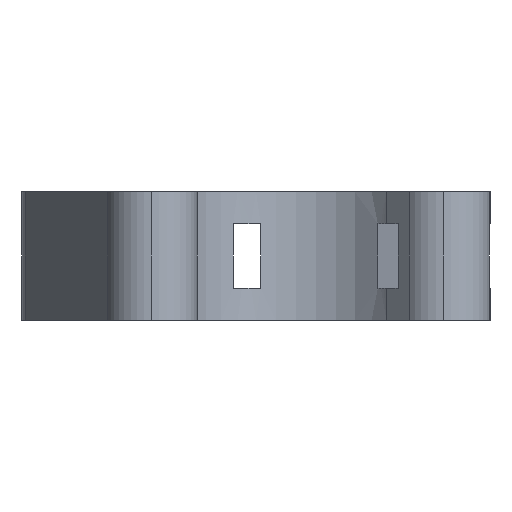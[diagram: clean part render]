
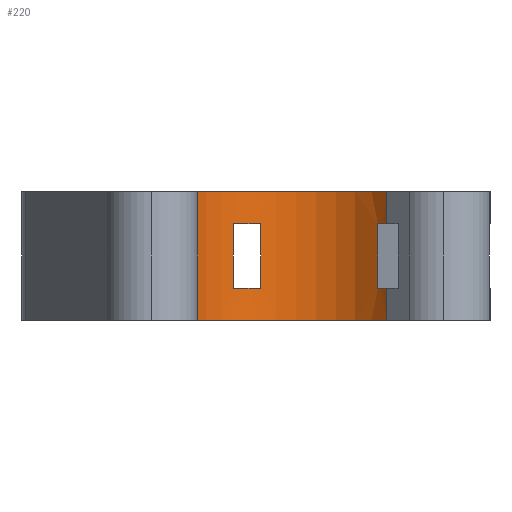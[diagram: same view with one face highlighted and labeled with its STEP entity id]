
A CAD part, left-side view. The second image highlights one B-rep face of the part: STEP entity #220.
In plain terms, the highlighted cylindrical face has radius 13 mm (diameter 26 mm), a partial arc.
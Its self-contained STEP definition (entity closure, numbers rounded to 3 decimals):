
#126 = CIRCLE ( 'NONE', #138, 13. ) ;
#133 = DIRECTION ( 'NONE',  ( 1., 0., 0. ) ) ;
#134 = VERTEX_POINT ( 'NONE', #620 ) ;
#136 = DIRECTION ( 'NONE',  ( 0., 0., -1. ) ) ;
#137 = CARTESIAN_POINT ( 'NONE',  ( 0., 0., 3.5 ) ) ;
#138 = AXIS2_PLACEMENT_3D ( 'NONE', #137, #136, #133 ) ;
#178 = EDGE_CURVE ( 'NONE', #180, #134, #689, .T. ) ;
#180 = VERTEX_POINT ( 'NONE', #678 ) ;
#187 = EDGE_CURVE ( 'NONE', #364, #224, #714, .T. ) ;
#188 = ORIENTED_EDGE ( 'NONE', *, *, #178, .T. ) ;
#189 = ORIENTED_EDGE ( 'NONE', *, *, #187, .F. ) ;
#190 = VERTEX_POINT ( 'NONE', #719 ) ;
#191 = ORIENTED_EDGE ( 'NONE', *, *, #194, .F. ) ;
#192 = ORIENTED_EDGE ( 'NONE', *, *, #226, .T. ) ;
#193 = EDGE_CURVE ( 'NONE', #190, #134, #725, .T. ) ;
#194 = EDGE_CURVE ( 'NONE', #206, #190, #126, .T. ) ;
#198 = EDGE_CURVE ( 'NONE', #199, #213, #754, .T. ) ;
#199 = VERTEX_POINT ( 'NONE', #761 ) ;
#201 = EDGE_LOOP ( 'NONE', ( #207, #208, #189, #210, #192, #188, #218, #191 ) ) ;
#202 = ORIENTED_EDGE ( 'NONE', *, *, #198, .F. ) ;
#203 = EDGE_CURVE ( 'NONE', #221, #199, #755, .T. ) ;
#204 = EDGE_CURVE ( 'NONE', #205, #206, #743, .T. ) ;
#205 = VERTEX_POINT ( 'NONE', #744 ) ;
#206 = VERTEX_POINT ( 'NONE', #756 ) ;
#207 = ORIENTED_EDGE ( 'NONE', *, *, #204, .F. ) ;
#208 = ORIENTED_EDGE ( 'NONE', *, *, #209, .T. ) ;
#209 = EDGE_CURVE ( 'NONE', #205, #224, #736, .T. ) ;
#210 = ORIENTED_EDGE ( 'NONE', *, *, #361, .F. ) ;
#213 = VERTEX_POINT ( 'NONE', #749 ) ;
#214 = ORIENTED_EDGE ( 'NONE', *, *, #1934, .F. ) ;
#216 = ORIENTED_EDGE ( 'NONE', *, *, #203, .F. ) ;
#217 = EDGE_LOOP ( 'NONE', ( #214, #222, #202, #216 ) ) ;
#218 = ORIENTED_EDGE ( 'NONE', *, *, #193, .F. ) ;
#220 = ADVANCED_FACE ( 'NONE', ( #796, #788 ), #789, .F. ) ;
#221 = VERTEX_POINT ( 'NONE', #795 ) ;
#222 = ORIENTED_EDGE ( 'NONE', *, *, #223, .T. ) ;
#223 = EDGE_CURVE ( 'NONE', #1931, #213, #786, .T. ) ;
#224 = VERTEX_POINT ( 'NONE', #787 ) ;
#226 = EDGE_CURVE ( 'NONE', #371, #180, #737, .T. ) ;
#361 = EDGE_CURVE ( 'NONE', #371, #364, #474, .T. ) ;
#364 = VERTEX_POINT ( 'NONE', #730 ) ;
#371 = VERTEX_POINT ( 'NONE', #1010 ) ;
#457 = AXIS2_PLACEMENT_3D ( 'NONE', #469, #468, #479 ) ;
#459 = DIRECTION ( 'NONE',  ( 0., 0., -1. ) ) ;
#468 = DIRECTION ( 'NONE',  ( 0., 0., -1. ) ) ;
#469 = CARTESIAN_POINT ( 'NONE',  ( 0., 0., 14. ) ) ;
#474 = CIRCLE ( 'NONE', #457, 13. ) ;
#479 = DIRECTION ( 'NONE',  ( 1., 0., 0. ) ) ;
#620 = CARTESIAN_POINT ( 'NONE',  ( 8.655, -9.7, 0. ) ) ;
#674 = AXIS2_PLACEMENT_3D ( 'NONE', #685, #732, #731 ) ;
#678 = CARTESIAN_POINT ( 'NONE',  ( -4.073, 12.346, 0. ) ) ;
#685 = CARTESIAN_POINT ( 'NONE',  ( 0., 0., 0. ) ) ;
#689 = CIRCLE ( 'NONE', #674, 13. ) ;
#705 = VECTOR ( 'NONE', #459, 1000. ) ;
#706 = CARTESIAN_POINT ( 'NONE',  ( 10.954, 7., 14. ) ) ;
#708 = LINE ( 'NONE', #706, #705 ) ;
#709 = DIRECTION ( 'NONE',  ( 0., 0., -1. ) ) ;
#710 = VECTOR ( 'NONE', #709, 1000. ) ;
#711 = DIRECTION ( 'NONE',  ( 0., 0., -1. ) ) ;
#712 = VECTOR ( 'NONE', #711, 1000. ) ;
#713 = CARTESIAN_POINT ( 'NONE',  ( 8.655, -9.7, 14. ) ) ;
#714 = LINE ( 'NONE', #713, #712 ) ;
#719 = CARTESIAN_POINT ( 'NONE',  ( 8.655, -9.7, 3.5 ) ) ;
#724 = CARTESIAN_POINT ( 'NONE',  ( 8.655, -9.7, 14. ) ) ;
#725 = LINE ( 'NONE', #724, #710 ) ;
#730 = CARTESIAN_POINT ( 'NONE',  ( 8.655, -9.7, 14. ) ) ;
#731 = DIRECTION ( 'NONE',  ( 1., 0., 0. ) ) ;
#732 = DIRECTION ( 'NONE',  ( 0., 0., -1. ) ) ;
#735 = CARTESIAN_POINT ( 'NONE',  ( 0., 0., 10.5 ) ) ;
#736 = CIRCLE ( 'NONE', #739, 13. ) ;
#737 = LINE ( 'NONE', #773, #772 ) ;
#739 = AXIS2_PLACEMENT_3D ( 'NONE', #735, #745, #797 ) ;
#740 = DIRECTION ( 'NONE',  ( 0., 0., -1. ) ) ;
#741 = VECTOR ( 'NONE', #740, 1000. ) ;
#742 = CARTESIAN_POINT ( 'NONE',  ( 9.585, -8.783, 14. ) ) ;
#743 = LINE ( 'NONE', #742, #741 ) ;
#744 = CARTESIAN_POINT ( 'NONE',  ( 9.585, -8.783, 10.5 ) ) ;
#745 = DIRECTION ( 'NONE',  ( 0., 0., -1. ) ) ;
#746 = DIRECTION ( 'NONE',  ( 1., 0., 0. ) ) ;
#747 = DIRECTION ( 'NONE',  ( 0., 0., -1. ) ) ;
#748 = CARTESIAN_POINT ( 'NONE',  ( 0., 0., 3.5 ) ) ;
#749 = CARTESIAN_POINT ( 'NONE',  ( 12.369, 4., 10.5 ) ) ;
#751 = DIRECTION ( 'NONE',  ( 0., 0., 1. ) ) ;
#752 = VECTOR ( 'NONE', #751, 1000. ) ;
#753 = CARTESIAN_POINT ( 'NONE',  ( 12.369, 4., 14. ) ) ;
#754 = LINE ( 'NONE', #753, #752 ) ;
#755 = CIRCLE ( 'NONE', #765, 13. ) ;
#756 = CARTESIAN_POINT ( 'NONE',  ( 9.585, -8.783, 3.5 ) ) ;
#761 = CARTESIAN_POINT ( 'NONE',  ( 12.369, 4., 3.5 ) ) ;
#765 = AXIS2_PLACEMENT_3D ( 'NONE', #748, #747, #746 ) ;
#771 = DIRECTION ( 'NONE',  ( 0., 0., -1. ) ) ;
#772 = VECTOR ( 'NONE', #771, 1000. ) ;
#773 = CARTESIAN_POINT ( 'NONE',  ( -4.073, 12.346, 14. ) ) ;
#777 = DIRECTION ( 'NONE',  ( 1., 0., 0. ) ) ;
#778 = DIRECTION ( 'NONE',  ( 0., 0., -1. ) ) ;
#779 = CARTESIAN_POINT ( 'NONE',  ( 0., 0., 10.5 ) ) ;
#780 = AXIS2_PLACEMENT_3D ( 'NONE', #779, #778, #777 ) ;
#785 = DIRECTION ( 'NONE',  ( -1., 0., 0. ) ) ;
#786 = CIRCLE ( 'NONE', #780, 13. ) ;
#787 = CARTESIAN_POINT ( 'NONE',  ( 8.655, -9.7, 10.5 ) ) ;
#788 = FACE_OUTER_BOUND ( 'NONE', #201, .T. ) ;
#789 = CYLINDRICAL_SURFACE ( 'NONE', #793, 13. ) ;
#792 = DIRECTION ( 'NONE',  ( 0., 0., -1. ) ) ;
#793 = AXIS2_PLACEMENT_3D ( 'NONE', #794, #792, #785 ) ;
#794 = CARTESIAN_POINT ( 'NONE',  ( 0., 0., 14. ) ) ;
#795 = CARTESIAN_POINT ( 'NONE',  ( 10.954, 7., 3.5 ) ) ;
#796 = FACE_BOUND ( 'NONE', #217, .T. ) ;
#797 = DIRECTION ( 'NONE',  ( 1., 0., 0. ) ) ;
#1010 = CARTESIAN_POINT ( 'NONE',  ( -4.073, 12.346, 14. ) ) ;
#1453 = CARTESIAN_POINT ( 'NONE',  ( 10.954, 7., 10.5 ) ) ;
#1931 = VERTEX_POINT ( 'NONE', #1453 ) ;
#1934 = EDGE_CURVE ( 'NONE', #1931, #221, #708, .T. ) ;
